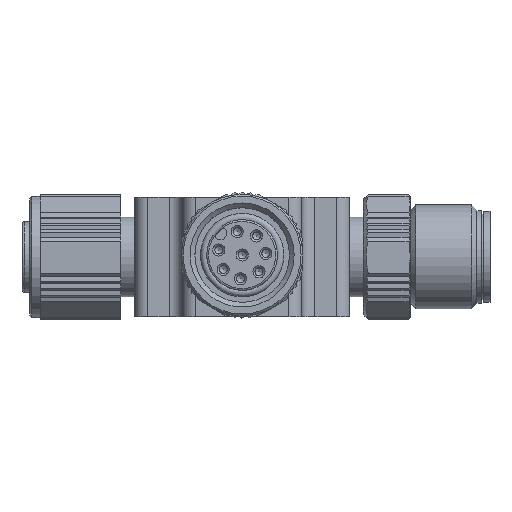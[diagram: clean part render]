
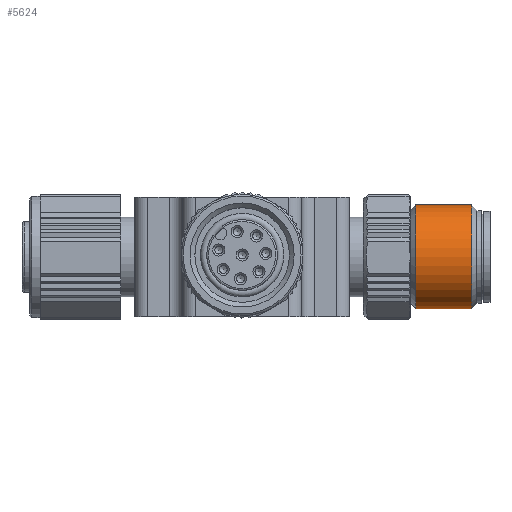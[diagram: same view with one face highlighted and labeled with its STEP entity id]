
A CAD part, top view. The second image highlights one B-rep face of the part: STEP entity #5624.
In plain terms, the highlighted cylindrical face has radius 6 mm (diameter 12 mm), a full revolution.
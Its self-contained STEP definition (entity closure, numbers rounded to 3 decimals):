
#388=CYLINDRICAL_SURFACE('',#6090,6.);
#505=CIRCLE('',#6089,6.);
#506=CIRCLE('',#6091,6.);
#1547=ORIENTED_EDGE('',*,*,#2679,.F.);
#1548=ORIENTED_EDGE('',*,*,#2678,.T.);
#2678=EDGE_CURVE('',#3316,#3316,#505,.T.);
#2679=EDGE_CURVE('',#3317,#3317,#506,.T.);
#3316=VERTEX_POINT('',#9200);
#3317=VERTEX_POINT('',#9203);
#4518=EDGE_LOOP('',(#1547));
#4519=EDGE_LOOP('',(#1548));
#4984=FACE_BOUND('',#4518,.T.);
#4985=FACE_BOUND('',#4519,.T.);
#5624=ADVANCED_FACE('',(#4984,#4985),#388,.T.);
#6089=AXIS2_PLACEMENT_3D('',#9199,#7207,#7208);
#6090=AXIS2_PLACEMENT_3D('',#9201,#7209,#7210);
#6091=AXIS2_PLACEMENT_3D('',#9202,#7211,#7212);
#7207=DIRECTION('',(0.,0.,1.));
#7208=DIRECTION('',(1.,0.,0.));
#7209=DIRECTION('',(0.,0.,1.));
#7210=DIRECTION('',(1.,0.,0.));
#7211=DIRECTION('',(0.,0.,1.));
#7212=DIRECTION('',(1.,0.,0.));
#9199=CARTESIAN_POINT('',(6.9,0.,-26.487));
#9200=CARTESIAN_POINT('',(12.9,0.,-26.487));
#9201=CARTESIAN_POINT('',(6.9,0.,25.4));
#9202=CARTESIAN_POINT('',(6.9,0.,-20.014));
#9203=CARTESIAN_POINT('',(12.9,0.,-20.014));
